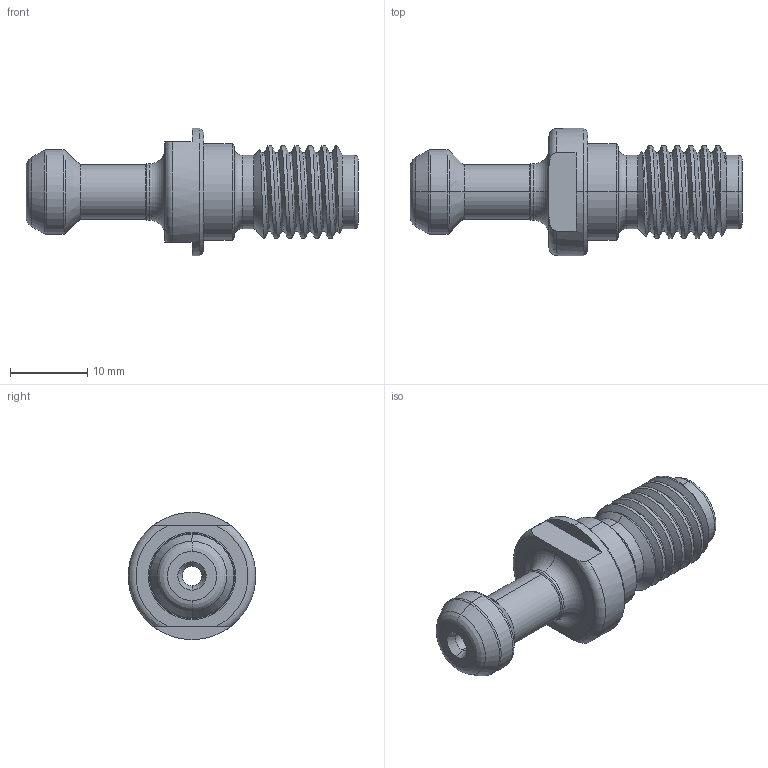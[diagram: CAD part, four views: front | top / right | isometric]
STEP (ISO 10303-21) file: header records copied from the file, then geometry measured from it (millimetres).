
FILE_DESCRIPTION (( 'STEP AP214' ), '1' );
FILE_NAME ('A301-T2.5.STEP', '2023-12-12T02:35:55', ( '' ), ( '' ), 'SwSTEP 2.0', 'SolidWorks 2020', '' );
FILE_SCHEMA (( 'AUTOMOTIVE_DESIGN' ));
Length unit declared in the file: millimetre
Products named in the file (1): A301-T2.5
Bounding box: 43 x 16.5 x 16.5 mm (x, y, z)
Volume: 3673.5 mm3; surface area: 2366.5 mm2
Topology: 1 solids, 1 shells, 74 faces, 171 edges, 102 vertices
Faces by surface type: cylinder 29, cone 19, torus 14, plane 9, bspline 3
Entity records: 3981 total; most frequent: CARTESIAN_POINT 2327, DIRECTION 351, ORIENTED_EDGE 342, EDGE_CURVE 171, AXIS2_PLACEMENT_3D 148, VERTEX_POINT 102, EDGE_LOOP 79, CIRCLE 76
